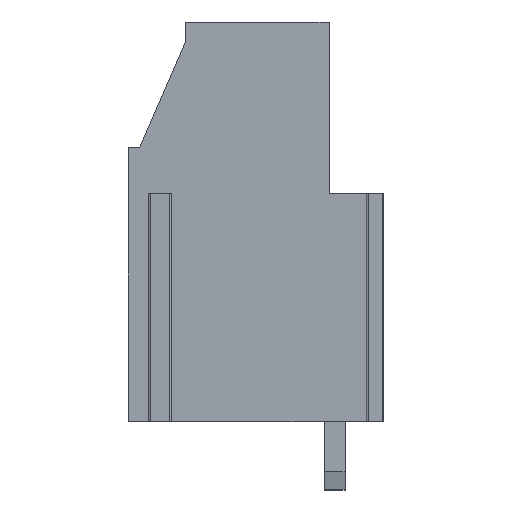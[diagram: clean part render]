
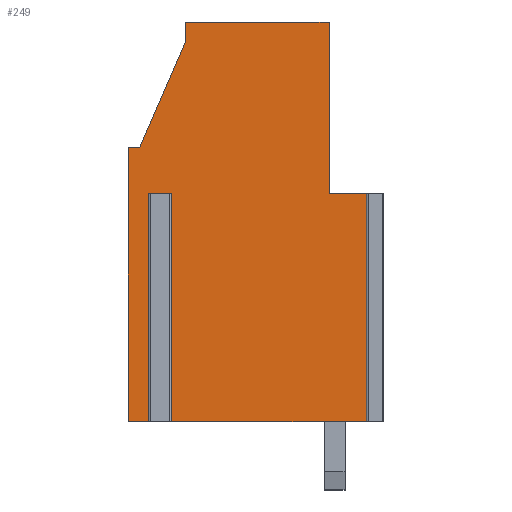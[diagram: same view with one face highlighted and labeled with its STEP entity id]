
A CAD part, front view. The second image highlights one B-rep face of the part: STEP entity #249.
In plain terms, the highlighted planar face has unit normal (0, -1, 0).
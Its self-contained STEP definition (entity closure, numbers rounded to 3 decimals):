
#249 = ADVANCED_FACE( '', ( #586 ), #587, .F. );
#586 = FACE_OUTER_BOUND( '', #1027, .T. );
#587 = PLANE( '', #1028 );
#1027 = EDGE_LOOP( '', ( #1633, #1634, #1635, #1636, #1637, #1638, #1639, #1640, #1641, #1642, #1643, #1644, #1645 ) );
#1028 = AXIS2_PLACEMENT_3D( '', #1646, #1647, #1648 );
#1633 = ORIENTED_EDGE( '', *, *, #2844, .F. );
#1634 = ORIENTED_EDGE( '', *, *, #2846, .F. );
#1635 = ORIENTED_EDGE( '', *, *, #2847, .F. );
#1636 = ORIENTED_EDGE( '', *, *, #2848, .F. );
#1637 = ORIENTED_EDGE( '', *, *, #2849, .T. );
#1638 = ORIENTED_EDGE( '', *, *, #2850, .T. );
#1639 = ORIENTED_EDGE( '', *, *, #2851, .F. );
#1640 = ORIENTED_EDGE( '', *, *, #2852, .F. );
#1641 = ORIENTED_EDGE( '', *, *, #2705, .T. );
#1642 = ORIENTED_EDGE( '', *, *, #2785, .F. );
#1643 = ORIENTED_EDGE( '', *, *, #2853, .F. );
#1644 = ORIENTED_EDGE( '', *, *, #2854, .T. );
#1645 = ORIENTED_EDGE( '', *, *, #2718, .T. );
#1646 = CARTESIAN_POINT( '', ( 0., 11.72, 0. ) );
#1647 = DIRECTION( '', ( 0., 1., 0. ) );
#1648 = DIRECTION( '', ( 0., 0., 1. ) );
#2705 = EDGE_CURVE( '', #3235, #3236, #3237, .T. );
#2718 = EDGE_CURVE( '', #3262, #3260, #3263, .T. );
#2785 = EDGE_CURVE( '', #3374, #3236, #3376, .T. );
#2844 = EDGE_CURVE( '', #3475, #3260, #3477, .T. );
#2846 = EDGE_CURVE( '', #3479, #3475, #3480, .T. );
#2847 = EDGE_CURVE( '', #3481, #3479, #3482, .T. );
#2848 = EDGE_CURVE( '', #3483, #3481, #3484, .T. );
#2849 = EDGE_CURVE( '', #3483, #3485, #3486, .T. );
#2850 = EDGE_CURVE( '', #3485, #3487, #3488, .T. );
#2851 = EDGE_CURVE( '', #3489, #3487, #3490, .T. );
#2852 = EDGE_CURVE( '', #3235, #3489, #3491, .T. );
#2853 = EDGE_CURVE( '', #3492, #3374, #3493, .T. );
#2854 = EDGE_CURVE( '', #3492, #3262, #3494, .T. );
#3235 = VERTEX_POINT( '', #4017 );
#3236 = VERTEX_POINT( '', #4018 );
#3237 = LINE( '', #4019, #4020 );
#3260 = VERTEX_POINT( '', #4052 );
#3262 = VERTEX_POINT( '', #4054 );
#3263 = LINE( '', #4055, #4056 );
#3374 = VERTEX_POINT( '', #4215 );
#3376 = LINE( '', #4217, #4218 );
#3475 = VERTEX_POINT( '', #4363 );
#3477 = LINE( '', #4365, #4366 );
#3479 = VERTEX_POINT( '', #4368 );
#3480 = LINE( '', #4369, #4370 );
#3481 = VERTEX_POINT( '', #4371 );
#3482 = LINE( '', #4372, #4373 );
#3483 = VERTEX_POINT( '', #4374 );
#3484 = LINE( '', #4375, #4376 );
#3485 = VERTEX_POINT( '', #4377 );
#3486 = LINE( '', #4378, #4379 );
#3487 = VERTEX_POINT( '', #4380 );
#3488 = LINE( '', #4381, #4382 );
#3489 = VERTEX_POINT( '', #4383 );
#3490 = LINE( '', #4384, #4385 );
#3491 = LINE( '', #4386, #4387 );
#3492 = VERTEX_POINT( '', #4388 );
#3493 = LINE( '', #4389, #4390 );
#3494 = LINE( '', #4391, #4392 );
#4017 = CARTESIAN_POINT( '', ( -5.05, 11.72, 0.8 ) );
#4018 = CARTESIAN_POINT( '', ( -4.08, 11.72, 0.8 ) );
#4019 = CARTESIAN_POINT( '', ( 0.163, 11.72, 0.8 ) );
#4020 = VECTOR( '', #5082, 1000. );
#4052 = CARTESIAN_POINT( '', ( 5.42, 11.72, 0.8 ) );
#4054 = CARTESIAN_POINT( '', ( -3.23, 11.72, 0.8 ) );
#4055 = CARTESIAN_POINT( '', ( 0.163, 11.72, 0.8 ) );
#4056 = VECTOR( '', #5101, 1000. );
#4215 = CARTESIAN_POINT( '', ( -4.08, 11.72, 10.8 ) );
#4217 = CARTESIAN_POINT( '', ( -4.08, 11.72, 10.8 ) );
#4218 = VECTOR( '', #5171, 1000. );
#4363 = CARTESIAN_POINT( '', ( 5.42, 11.72, 10.8 ) );
#4365 = CARTESIAN_POINT( '', ( 5.42, 11.72, 10.8 ) );
#4366 = VECTOR( '', #5230, 1000. );
#4368 = CARTESIAN_POINT( '', ( 3.75, 11.72, 10.8 ) );
#4369 = CARTESIAN_POINT( '', ( -4.545, 11.72, 10.8 ) );
#4370 = VECTOR( '', #5231, 1000. );
#4371 = CARTESIAN_POINT( '', ( 3.75, 11.72, 18.3 ) );
#4372 = CARTESIAN_POINT( '', ( 3.75, 11.72, 20.05 ) );
#4373 = VECTOR( '', #5232, 1000. );
#4374 = CARTESIAN_POINT( '', ( -2.55, 11.72, 18.3 ) );
#4375 = CARTESIAN_POINT( '', ( -5.05, 11.72, 18.3 ) );
#4376 = VECTOR( '', #5233, 1000. );
#4377 = CARTESIAN_POINT( '', ( -2.55, 11.72, 17.4 ) );
#4378 = CARTESIAN_POINT( '', ( -2.55, 11.72, 18.3 ) );
#4379 = VECTOR( '', #5234, 1000. );
#4380 = CARTESIAN_POINT( '', ( -4.55, 11.72, 12.8 ) );
#4381 = CARTESIAN_POINT( '', ( -2.473, 11.72, 17.578 ) );
#4382 = VECTOR( '', #5235, 1000. );
#4383 = CARTESIAN_POINT( '', ( -5.05, 11.72, 12.8 ) );
#4384 = CARTESIAN_POINT( '', ( -4.55, 11.72, 12.8 ) );
#4385 = VECTOR( '', #5236, 1000. );
#4386 = CARTESIAN_POINT( '', ( -5.05, 11.72, -2.2 ) );
#4387 = VECTOR( '', #5237, 1000. );
#4388 = CARTESIAN_POINT( '', ( -3.23, 11.72, 10.8 ) );
#4389 = CARTESIAN_POINT( '', ( -3.23, 11.72, 10.8 ) );
#4390 = VECTOR( '', #5238, 1000. );
#4391 = CARTESIAN_POINT( '', ( -3.23, 11.72, 10.8 ) );
#4392 = VECTOR( '', #5239, 1000. );
#5082 = DIRECTION( '', ( 1., 0., 0. ) );
#5101 = DIRECTION( '', ( 1., 0., 0. ) );
#5171 = DIRECTION( '', ( 0., 0., -1. ) );
#5230 = DIRECTION( '', ( 0., 0., -1. ) );
#5231 = DIRECTION( '', ( 1., 0., 0. ) );
#5232 = DIRECTION( '', ( 0., 0., -1. ) );
#5233 = DIRECTION( '', ( 1., 0., 0. ) );
#5234 = DIRECTION( '', ( 0., 0., -1. ) );
#5235 = DIRECTION( '', ( -0.399, 0., -0.917 ) );
#5236 = DIRECTION( '', ( 1., 0., 0. ) );
#5237 = DIRECTION( '', ( 0., 0., 1. ) );
#5238 = DIRECTION( '', ( -1., 0., 0. ) );
#5239 = DIRECTION( '', ( 0., 0., -1. ) );
